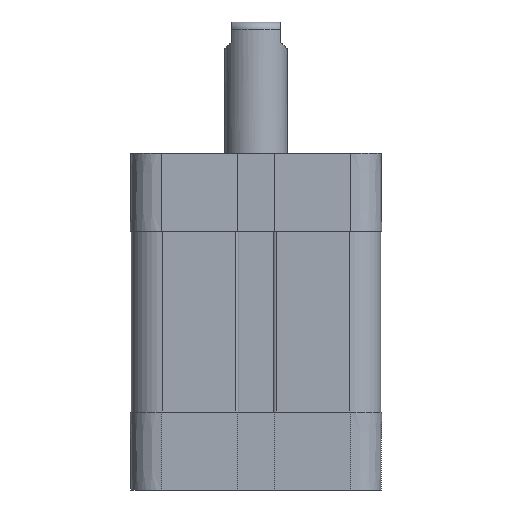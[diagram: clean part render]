
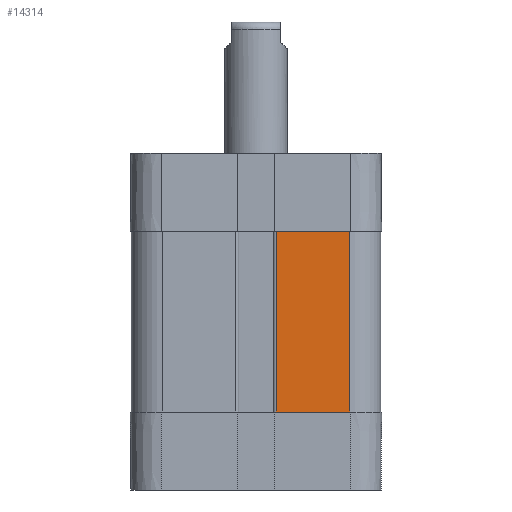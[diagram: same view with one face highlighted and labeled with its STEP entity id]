
A CAD part, front view. The second image highlights one B-rep face of the part: STEP entity #14314.
In plain terms, the highlighted planar face has unit normal (0, -1, 0).
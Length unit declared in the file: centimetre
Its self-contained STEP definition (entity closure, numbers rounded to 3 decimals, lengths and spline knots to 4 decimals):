
#1391=LINE($,#25787,#2642);
#1453=LINE($,#25964,#2704);
#1454=LINE($,#25967,#2705);
#1455=LINE($,#25968,#2706);
#2642=VECTOR($,#18063,1.175);
#2704=VECTOR($,#18253,2.9);
#2705=VECTOR($,#18256,1.175);
#2706=VECTOR($,#18257,2.9);
#3694=PLANE($,#15233);
#4647=FACE_OUTER_BOUND($,#5590,.T.);
#5590=EDGE_LOOP($,(#13321,#13322,#13323,#13324));
#7291=VERTEX_POINT($,#25784);
#7292=VERTEX_POINT($,#25786);
#7343=VERTEX_POINT($,#25962);
#7344=VERTEX_POINT($,#25966);
#9272=EDGE_CURVE($,#7292,#7291,#1391,.T.);
#9361=EDGE_CURVE($,#7343,#7291,#1453,.T.);
#9362=EDGE_CURVE($,#7343,#7344,#1454,.T.);
#9363=EDGE_CURVE($,#7344,#7292,#1455,.T.);
#13321=ORIENTED_EDGE($,*,*,#9362,.T.);
#13322=ORIENTED_EDGE($,*,*,#9363,.T.);
#13323=ORIENTED_EDGE($,*,*,#9272,.T.);
#13324=ORIENTED_EDGE($,*,*,#9361,.F.);
#14314=ADVANCED_FACE($,(#4647),#3694,.T.);
#15233=AXIS2_PLACEMENT_3D($,#25965,#18254,#18255);
#18063=DIRECTION($,(1.,0.,0.));
#18253=DIRECTION($,(0.,0.,-1.));
#18254=DIRECTION('center_axis',(0.,-1.,0.));
#18255=DIRECTION('ref_axis',(1.,0.,0.));
#18256=DIRECTION($,(-1.,0.,0.));
#18257=DIRECTION($,(0.,0.,-1.));
#25784=CARTESIAN_POINT('',(1.5,-2.,-2.05));
#25786=CARTESIAN_POINT('',(0.325,-2.,-2.05));
#25787=CARTESIAN_POINT($,(0.325,-2.,-2.05));
#25962=CARTESIAN_POINT('',(1.5,-2.,0.85));
#25964=CARTESIAN_POINT($,(1.5,-2.,0.85));
#25965=CARTESIAN_POINT('Origin',(1.5,-2.,-89.85));
#25966=CARTESIAN_POINT('',(0.325,-2.,0.85));
#25967=CARTESIAN_POINT($,(1.5,-2.,0.85));
#25968=CARTESIAN_POINT($,(0.325,-2.,0.85));
